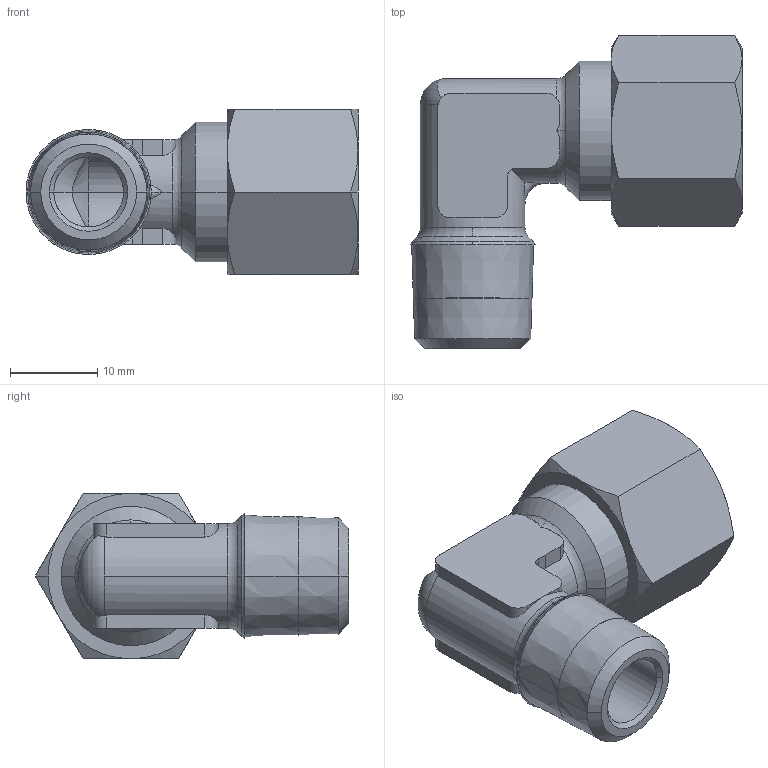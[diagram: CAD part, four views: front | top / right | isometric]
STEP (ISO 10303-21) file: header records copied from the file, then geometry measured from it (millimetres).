
FILE_DESCRIPTION(('STEP AP214'),'1');
FILE_NAME('0109_10_14.stp','2016-07-07T14:32:16',('TraceParts'),('TraceParts S.A.'),'Spatial InterOp 3D',' ',' ');
FILE_SCHEMA(('automotive_design'));
Length unit declared in the file: millimetre
Products named in the file (1): 1
Bounding box: 38.1 x 35.97 x 19 mm (x, y, z)
Volume: 6861.3 mm3; surface area: 4827.3 mm2
Topology: 1 solids, 1 shells, 108 faces, 277 edges, 175 vertices
Faces by surface type: cone 34, plane 34, cylinder 31, torus 9
Entity records: 3835 total; most frequent: CARTESIAN_POINT 1257, ORIENTED_EDGE 554, DIRECTION 538, EDGE_CURVE 277, AXIS2_PLACEMENT_3D 220, VERTEX_POINT 175, EDGE_LOOP 114, ADVANCED_FACE 108
